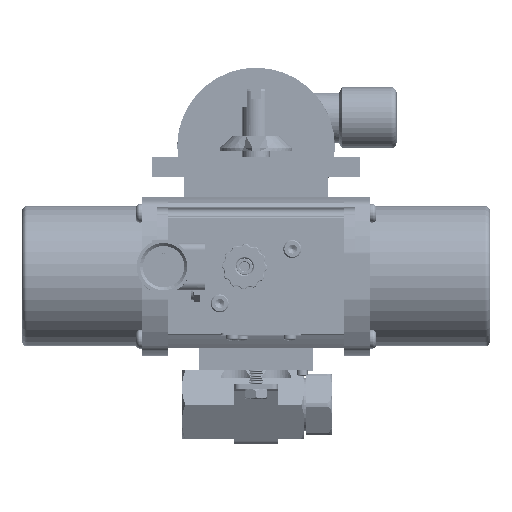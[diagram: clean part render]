
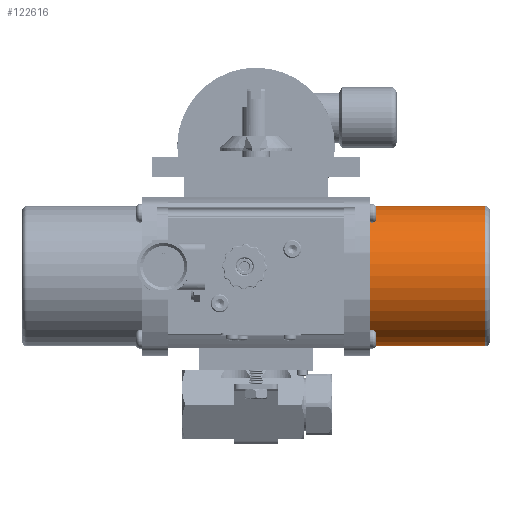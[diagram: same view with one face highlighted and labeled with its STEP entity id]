
A CAD part, top view. The second image highlights one B-rep face of the part: STEP entity #122616.
In plain terms, the highlighted cylindrical face has radius 30.963 mm (diameter 61.925 mm), a partial arc.
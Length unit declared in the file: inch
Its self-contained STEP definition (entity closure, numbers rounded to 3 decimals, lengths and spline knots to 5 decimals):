
#732 = VERTEX_POINT ( 'NONE', #45688 ) ;
#4065 = CARTESIAN_POINT ( 'NONE',  ( 3.9725, 1.0105, 0. ) ) ;
#11000 = VECTOR ( 'NONE', #107215, 39.37008 ) ;
#14576 = ORIENTED_EDGE ( 'NONE', *, *, #197739, .T. ) ;
#22435 = DIRECTION ( 'NONE',  ( -1., 0., 0. ) ) ;
#33077 = DIRECTION ( 'NONE',  ( 1., 0., 0. ) ) ;
#39017 = CARTESIAN_POINT ( 'NONE',  ( 1.7145, 3.4485, 0. ) ) ;
#45688 = CARTESIAN_POINT ( 'NONE',  ( 1.8575, 1.0105, 0. ) ) ;
#62999 = CARTESIAN_POINT ( 'NONE',  ( 1.8575, 3.4485, 0. ) ) ;
#63699 = DIRECTION ( 'NONE',  ( -1., 0., 0. ) ) ;
#72008 = AXIS2_PLACEMENT_3D ( 'NONE', #136429, #33077, #153862 ) ;
#72625 = EDGE_LOOP ( 'NONE', ( #110218, #106521, #103597, #14576 ) ) ;
#73611 = VERTEX_POINT ( 'NONE', #4065 ) ;
#75024 = VERTEX_POINT ( 'NONE', #62999 ) ;
#86024 = CARTESIAN_POINT ( 'NONE',  ( 1.7145, 2.2295, 0. ) ) ;
#95859 = EDGE_CURVE ( 'NONE', #73611, #732, #189265, .T. ) ;
#103597 = ORIENTED_EDGE ( 'NONE', *, *, #177577, .T. ) ;
#106521 = ORIENTED_EDGE ( 'NONE', *, *, #144371, .T. ) ;
#107215 = DIRECTION ( 'NONE',  ( -1., 0., 0. ) ) ;
#108564 = VERTEX_POINT ( 'NONE', #211743 ) ;
#110218 = ORIENTED_EDGE ( 'NONE', *, *, #95859, .F. ) ;
#122616 = ADVANCED_FACE ( 'NONE', ( #214282 ), #162860, .T. ) ;
#136429 = CARTESIAN_POINT ( 'NONE',  ( 1.8575, 2.2295, 0. ) ) ;
#143385 = AXIS2_PLACEMENT_3D ( 'NONE', #167142, #63699, #184517 ) ;
#144371 = EDGE_CURVE ( 'NONE', #73611, #108564, #191909, .T. ) ;
#148742 = VECTOR ( 'NONE', #22435, 39.37008 ) ;
#153862 = DIRECTION ( 'NONE',  ( 0., -1., 0. ) ) ;
#155146 = AXIS2_PLACEMENT_3D ( 'NONE', #86024, #206846, #189413 ) ;
#162860 = CYLINDRICAL_SURFACE ( 'NONE', #155146, 1.219 ) ;
#167142 = CARTESIAN_POINT ( 'NONE',  ( 3.9725, 2.2295, 0. ) ) ;
#175848 = CARTESIAN_POINT ( 'NONE',  ( 1.7145, 1.0105, 0. ) ) ;
#177577 = EDGE_CURVE ( 'NONE', #108564, #75024, #194690, .T. ) ;
#179203 = CIRCLE ( 'NONE', #72008, 1.219 ) ;
#184517 = DIRECTION ( 'NONE',  ( 0., -1., 0. ) ) ;
#189265 = LINE ( 'NONE', #175848, #11000 ) ;
#189413 = DIRECTION ( 'NONE',  ( 0., 1., 0. ) ) ;
#191909 = CIRCLE ( 'NONE', #143385, 1.219 ) ;
#194690 = LINE ( 'NONE', #39017, #148742 ) ;
#197739 = EDGE_CURVE ( 'NONE', #75024, #732, #179203, .T. ) ;
#206846 = DIRECTION ( 'NONE',  ( -1., 0., 0. ) ) ;
#211743 = CARTESIAN_POINT ( 'NONE',  ( 3.9725, 3.4485, 0. ) ) ;
#214282 = FACE_OUTER_BOUND ( 'NONE', #72625, .T. ) ;
